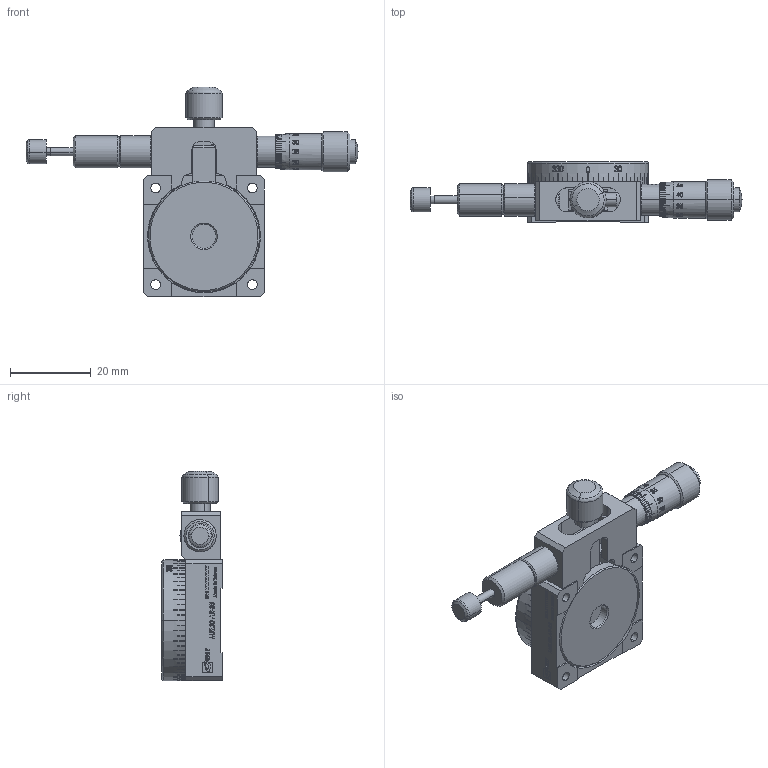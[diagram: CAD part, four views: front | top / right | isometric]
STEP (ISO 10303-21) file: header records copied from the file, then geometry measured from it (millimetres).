
FILE_DESCRIPTION (( 'STEP AP203' ), '1' );
FILE_NAME ('MRL30-AR(«¬¿ý).STEP', '2013-10-08T07:53:19', ( '' ), ( '' ), 'SwSTEP 2.0', 'SolidWorks 2013', '' );
FILE_SCHEMA (( 'CONFIG_CONTROL_DESIGN' ));
Length unit declared in the file: millimetre
Products named in the file (2): Group1^MRL30-AR(型錄); MRL30-AR(型錄)
Assembly tree (1 placements, depth 2):
  MRL30-AR(型錄)
    Group1^MRL30-AR(型錄)
Bounding box: 82.46 x 15 x 52.01 mm (x, y, z)
Volume: 16481.3 mm3; surface area: 8430.5 mm2
Topology: 2 solids, 2 shells, 1781 faces, 4936 edges, 3265 vertices
Faces by surface type: plane 1133, bspline 411, cylinder 186, cone 39, torus 8, sphere 4
Entity records: 88495 total; most frequent: CARTESIAN_POINT 45548, ORIENTED_EDGE 9872, DIRECTION 7240, EDGE_CURVE 4936, VERTEX_POINT 3265, LINE 3036, VECTOR 3036, AXIS2_PLACEMENT_3D 2102
